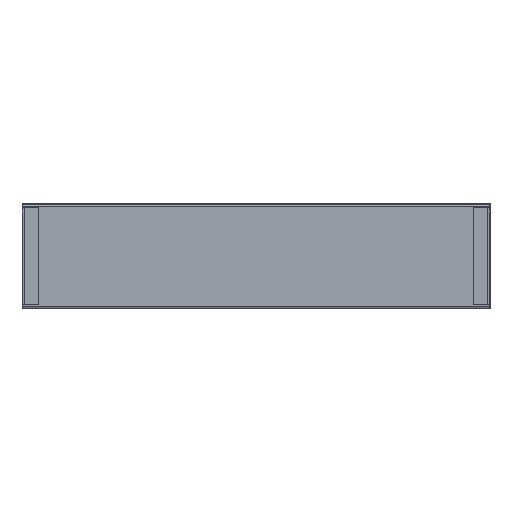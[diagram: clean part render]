
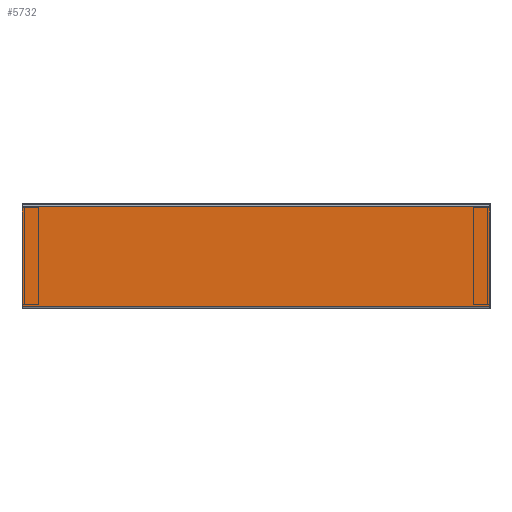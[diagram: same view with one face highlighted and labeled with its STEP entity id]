
A CAD part, left-side view. The second image highlights one B-rep face of the part: STEP entity #5732.
In plain terms, the highlighted planar face has unit normal (-1, 0, 0).
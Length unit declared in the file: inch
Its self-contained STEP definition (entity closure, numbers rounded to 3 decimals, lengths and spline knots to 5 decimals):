
#4 = CARTESIAN_POINT ( 'NONE',  ( -9., 9., 0.047 ) ) ;
#429 = LINE ( 'NONE', #2816, #5954 ) ;
#841 = CARTESIAN_POINT ( 'NONE',  ( -9., -9., 0.057 ) ) ;
#1004 = VECTOR ( 'NONE', #4228, 39.37008 ) ;
#1128 = DIRECTION ( 'NONE',  ( 0., 0., 1. ) ) ;
#1217 = CARTESIAN_POINT ( 'NONE',  ( -9., -9., 0.086 ) ) ;
#1531 = CARTESIAN_POINT ( 'NONE',  ( -9., 9., 3.914 ) ) ;
#1726 = EDGE_CURVE ( 'NONE', #4809, #2745, #429, .T. ) ;
#1886 = EDGE_LOOP ( 'NONE', ( #3676, #5824, #5459, #3852 ) ) ;
#2207 = LINE ( 'NONE', #1217, #1004 ) ;
#2392 = DIRECTION ( 'NONE',  ( 0., 0., 1. ) ) ;
#2571 = FACE_OUTER_BOUND ( 'NONE', #1886, .T. ) ;
#2655 = EDGE_CURVE ( 'NONE', #3588, #2745, #3858, .T. ) ;
#2745 = VERTEX_POINT ( 'NONE', #6083 ) ;
#2816 = CARTESIAN_POINT ( 'NONE',  ( -9., -9., 3.914 ) ) ;
#2874 = DIRECTION ( 'NONE',  ( 0., -1., 0. ) ) ;
#3077 = LINE ( 'NONE', #5541, #3303 ) ;
#3303 = VECTOR ( 'NONE', #6107, 39.37008 ) ;
#3588 = VERTEX_POINT ( 'NONE', #5996 ) ;
#3676 = ORIENTED_EDGE ( 'NONE', *, *, #5400, .T. ) ;
#3696 = CARTESIAN_POINT ( 'NONE',  ( -9., 9., 0.086 ) ) ;
#3852 = ORIENTED_EDGE ( 'NONE', *, *, #1726, .F. ) ;
#3858 = LINE ( 'NONE', #841, #4573 ) ;
#3923 = AXIS2_PLACEMENT_3D ( 'NONE', #4, #5529, #1128 ) ;
#4228 = DIRECTION ( 'NONE',  ( 0., 1., 0. ) ) ;
#4462 = VERTEX_POINT ( 'NONE', #3696 ) ;
#4522 = EDGE_CURVE ( 'NONE', #3588, #4462, #2207, .T. ) ;
#4573 = VECTOR ( 'NONE', #2392, 39.37008 ) ;
#4577 = PLANE ( 'NONE',  #3923 ) ;
#4809 = VERTEX_POINT ( 'NONE', #1531 ) ;
#5400 = EDGE_CURVE ( 'NONE', #4809, #4462, #3077, .T. ) ;
#5459 = ORIENTED_EDGE ( 'NONE', *, *, #2655, .T. ) ;
#5529 = DIRECTION ( 'NONE',  ( -1., 0., 0. ) ) ;
#5541 = CARTESIAN_POINT ( 'NONE',  ( -9., 9., 0.057 ) ) ;
#5732 = ADVANCED_FACE ( 'NONE', ( #2571 ), #4577, .T. ) ;
#5824 = ORIENTED_EDGE ( 'NONE', *, *, #4522, .F. ) ;
#5954 = VECTOR ( 'NONE', #2874, 39.37008 ) ;
#5996 = CARTESIAN_POINT ( 'NONE',  ( -9., -9., 0.086 ) ) ;
#6083 = CARTESIAN_POINT ( 'NONE',  ( -9., -9., 3.914 ) ) ;
#6107 = DIRECTION ( 'NONE',  ( 0., 0., -1. ) ) ;
